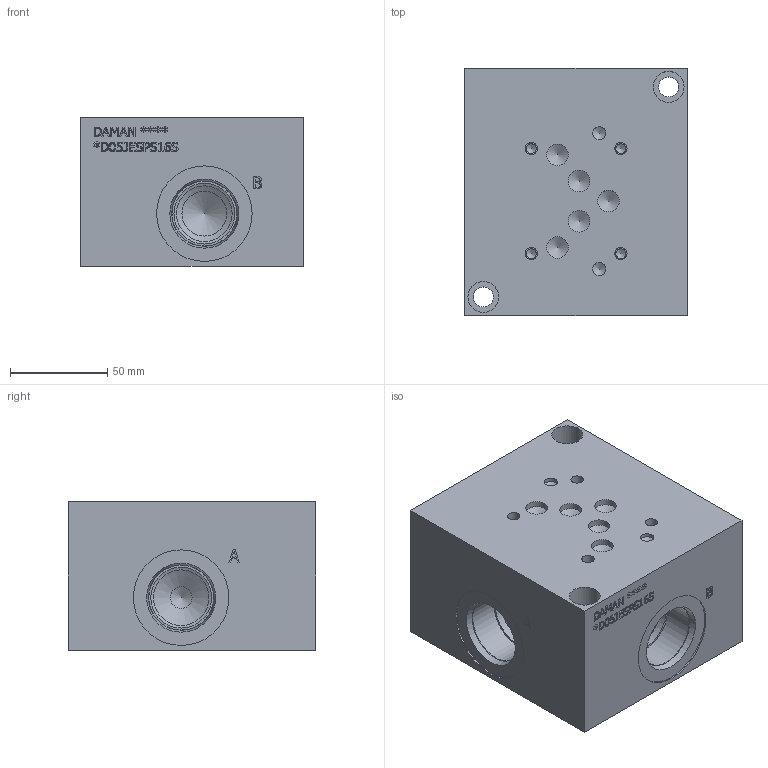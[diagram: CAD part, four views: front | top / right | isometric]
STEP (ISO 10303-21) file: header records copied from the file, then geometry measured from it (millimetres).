
FILE_DESCRIPTION(/* description */ (''),/* implementation_level */ '2;1');
FILE_NAME(/* name */ '_D05JESPS16S.stp',/* time_stamp */ '2022-01-31T15:48:35-05:00',/* author */ ('bobbyh'),/* organization */ (''),/* preprocessor_version */ 'ST-DEVELOPER v18',/* originating_system */ 'Autodesk Inventor 2020',/* authorisation */ '');
FILE_SCHEMA (('AUTOMOTIVE_DESIGN { 1 0 10303 214 3 1 1 }'));
Length unit declared in the file: millimetre
Products named in the file (1): Part__D05JESPS16S_3D
Bounding box: 114.3 x 127 x 76.2 mm (x, y, z)
Volume: 970839.4 mm3; surface area: 87451.6 mm2
Topology: 1 solids, 1 shells, 559 faces, 1534 edges, 1033 vertices
Faces by surface type: plane 325, bspline 144, cylinder 51, cone 39
Full cylindrical faces by diameter (mm): 5.105 x4, 6.35 x4, 6.756 x2, 8.738 x2, 9.881 x2, 10.312 x2, 11.113 x3, 11.125 x6, 15.875 x2, 21.285 x2, 23.012 x2, 28.575 x4, 31.267 x4, 33.34 x4, 33.757 x4, 49.124 x4
Entity records: 18855 total; most frequent: CARTESIAN_POINT 4982, ORIENTED_EDGE 3034, DIRECTION 2255, EDGE_CURVE 1517, LINE 1035, VECTOR 1035, VERTEX_POINT 1033, EDGE_LOOP 636
